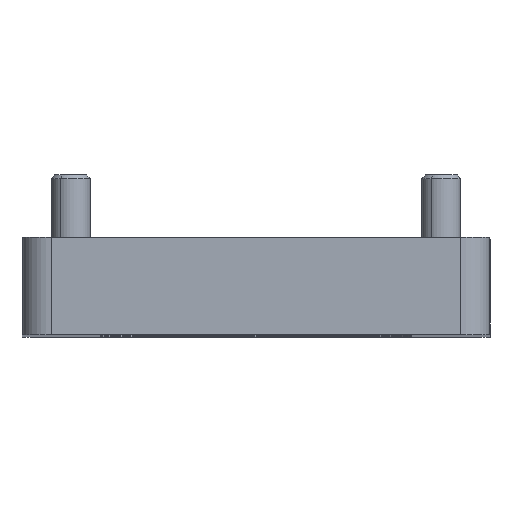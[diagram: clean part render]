
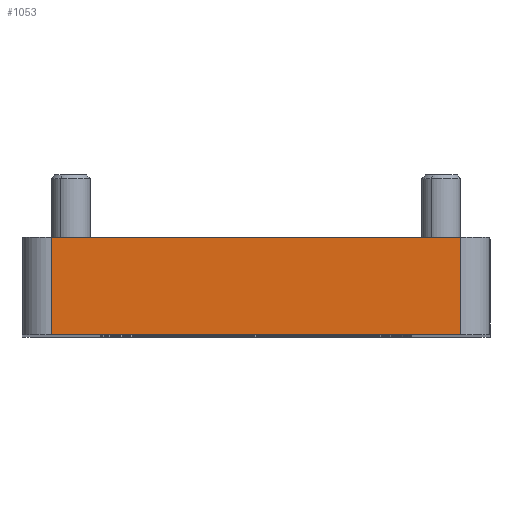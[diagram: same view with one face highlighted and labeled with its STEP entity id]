
A CAD part, top view. The second image highlights one B-rep face of the part: STEP entity #1053.
In plain terms, the highlighted planar face has unit normal (0, 0, 1).
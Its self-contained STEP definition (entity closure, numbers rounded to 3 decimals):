
#25 = VECTOR ( 'NONE', #2503, 1000. ) ;
#130 = DIRECTION ( 'NONE',  ( 0., -1., 0. ) ) ;
#184 = ORIENTED_EDGE ( 'NONE', *, *, #1599, .F. ) ;
#196 = DIRECTION ( 'NONE',  ( 0., 0., -1. ) ) ;
#493 = ORIENTED_EDGE ( 'NONE', *, *, #2660, .T. ) ;
#611 = VECTOR ( 'NONE', #130, 1000. ) ;
#619 = DIRECTION ( 'NONE',  ( 0., -1., 0. ) ) ;
#704 = CARTESIAN_POINT ( 'NONE',  ( -21., 5., 70.5 ) ) ;
#741 = DIRECTION ( 'NONE',  ( -1., 0., 0. ) ) ;
#904 = VERTEX_POINT ( 'NONE', #1180 ) ;
#1010 = FACE_OUTER_BOUND ( 'NONE', #1775, .T. ) ;
#1026 = CARTESIAN_POINT ( 'NONE',  ( -21., 5., 70.5 ) ) ;
#1053 = ADVANCED_FACE ( 'NONE', ( #1010 ), #1542, .F. ) ;
#1180 = CARTESIAN_POINT ( 'NONE',  ( -21., -5., 70.5 ) ) ;
#1338 = ORIENTED_EDGE ( 'NONE', *, *, #3096, .T. ) ;
#1358 = LINE ( 'NONE', #1587, #611 ) ;
#1367 = DIRECTION ( 'NONE',  ( 1., 0., 0. ) ) ;
#1542 = PLANE ( 'NONE',  #2859 ) ;
#1587 = CARTESIAN_POINT ( 'NONE',  ( 21., 5., 70.5 ) ) ;
#1599 = EDGE_CURVE ( 'NONE', #2753, #3171, #1358, .T. ) ;
#1627 = CARTESIAN_POINT ( 'NONE',  ( -21., -5., 70.5 ) ) ;
#1708 = EDGE_CURVE ( 'NONE', #2669, #2753, #3238, .T. ) ;
#1775 = EDGE_LOOP ( 'NONE', ( #1338, #184, #3186, #493 ) ) ;
#1831 = LINE ( 'NONE', #2914, #3149 ) ;
#1854 = LINE ( 'NONE', #1627, #2681 ) ;
#2160 = CARTESIAN_POINT ( 'NONE',  ( 21., -5., 70.5 ) ) ;
#2203 = CARTESIAN_POINT ( 'NONE',  ( 21., 5., 70.5 ) ) ;
#2503 = DIRECTION ( 'NONE',  ( 1., 0., 0. ) ) ;
#2606 = CARTESIAN_POINT ( 'NONE',  ( -21., 5., 70.5 ) ) ;
#2660 = EDGE_CURVE ( 'NONE', #2669, #904, #1831, .T. ) ;
#2669 = VERTEX_POINT ( 'NONE', #2606 ) ;
#2681 = VECTOR ( 'NONE', #1367, 1000. ) ;
#2753 = VERTEX_POINT ( 'NONE', #2203 ) ;
#2859 = AXIS2_PLACEMENT_3D ( 'NONE', #1026, #196, #741 ) ;
#2914 = CARTESIAN_POINT ( 'NONE',  ( -21., 5., 70.5 ) ) ;
#3096 = EDGE_CURVE ( 'NONE', #904, #3171, #1854, .T. ) ;
#3149 = VECTOR ( 'NONE', #619, 1000. ) ;
#3171 = VERTEX_POINT ( 'NONE', #2160 ) ;
#3186 = ORIENTED_EDGE ( 'NONE', *, *, #1708, .F. ) ;
#3238 = LINE ( 'NONE', #704, #25 ) ;
